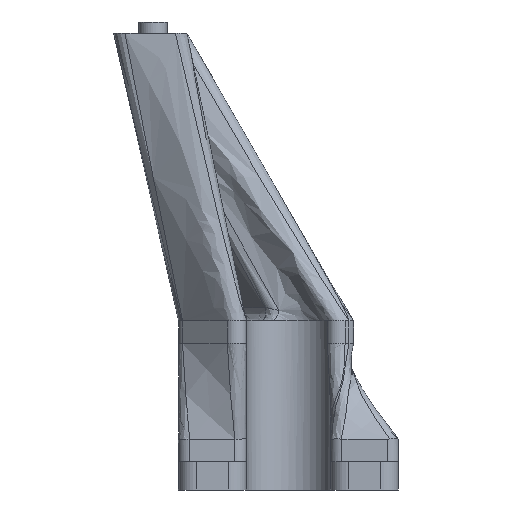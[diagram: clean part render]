
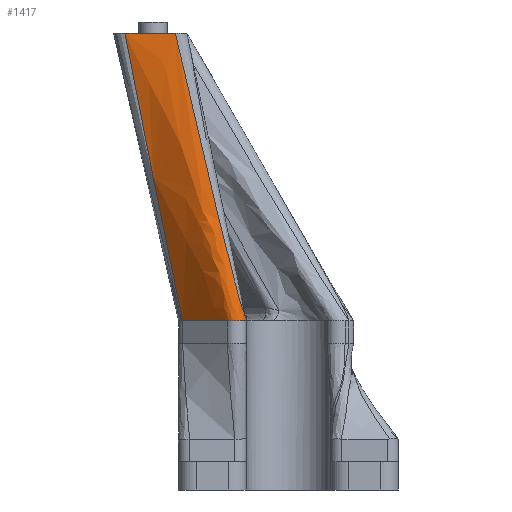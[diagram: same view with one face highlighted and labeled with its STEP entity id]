
A CAD part, front view. The second image highlights one B-rep face of the part: STEP entity #1417.
In plain terms, the highlighted free-form (B-spline) face has degree [3, 1] with [22, 2] control points.
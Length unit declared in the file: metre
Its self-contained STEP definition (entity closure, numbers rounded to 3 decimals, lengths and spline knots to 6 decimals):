
#27=B_SPLINE_SURFACE_WITH_KNOTS('',3,1,((#2778,#2779),(#2780,#2781),(#2782,
#2783),(#2784,#2785),(#2786,#2787),(#2788,#2789),(#2790,#2791),(#2792,#2793),
(#2794,#2795),(#2796,#2797),(#2798,#2799),(#2800,#2801),(#2802,#2803),(#2804,
#2805),(#2806,#2807),(#2808,#2809),(#2810,#2811),(#2812,#2813),(#2814,#2815),
(#2816,#2817),(#2818,#2819),(#2820,#2821)),.RULED_SURF.,.F.,.F.,.F.,(4,
2,2,2,2,2,2,2,2,2,4),(2,2),(0.,0.05018,0.100198,0.150269,
0.200365,0.250468,0.300558,0.350617,
0.375624,0.400631,1.),(0.,1.),.UNSPECIFIED.);
#110=LINE('',#2620,#184);
#120=LINE('',#2822,#194);
#184=VECTOR('',#1721,1.);
#194=VECTOR('',#1737,1.);
#530=ORIENTED_EDGE('',*,*,#840,.T.);
#531=ORIENTED_EDGE('',*,*,#841,.T.);
#532=ORIENTED_EDGE('',*,*,#819,.T.);
#533=ORIENTED_EDGE('',*,*,#820,.T.);
#534=ORIENTED_EDGE('',*,*,#842,.T.);
#535=ORIENTED_EDGE('',*,*,#843,.T.);
#536=ORIENTED_EDGE('',*,*,#844,.T.);
#819=EDGE_CURVE('',#992,#993,#110,.T.);
#820=EDGE_CURVE('',#993,#958,#1088,.T.);
#840=EDGE_CURVE('',#1006,#1007,#120,.F.);
#841=EDGE_CURVE('',#1007,#992,#1099,.T.);
#842=EDGE_CURVE('',#958,#1008,#1100,.F.);
#843=EDGE_CURVE('',#1008,#1009,#1101,.F.);
#844=EDGE_CURVE('',#1009,#1006,#1102,.F.);
#958=VERTEX_POINT('',#1974);
#992=VERTEX_POINT('',#2612);
#993=VERTEX_POINT('',#2619);
#1006=VERTEX_POINT('',#2823);
#1007=VERTEX_POINT('',#2824);
#1008=VERTEX_POINT('',#2841);
#1009=VERTEX_POINT('',#2849);
#1088=B_SPLINE_CURVE_WITH_KNOTS('',3,(#2635,#2636,#2637,#2638,#2639,#2640,
#2641),.UNSPECIFIED.,.F.,.F.,(4,1,1,1,4),(0.,0.001149,0.002297,
0.003446,0.004594),.UNSPECIFIED.);
#1099=B_SPLINE_CURVE_WITH_KNOTS('',3,(#2825,#2826,#2827,#2828,#2829,#2830,
#2831,#2832,#2833),.UNSPECIFIED.,.F.,.F.,(4,1,1,1,1,1,4),(0.,0.013135,
0.026269,0.032836,0.039404,0.045971,
0.052538),.UNSPECIFIED.);
#1100=B_SPLINE_CURVE_WITH_KNOTS('',3,(#2834,#2835,#2836,#2837,#2838,#2839,
#2840),.UNSPECIFIED.,.F.,.F.,(4,1,1,1,4),(0.,0.000453,
0.000906,0.001358,0.001811),
 .UNSPECIFIED.);
#1101=B_SPLINE_CURVE_WITH_KNOTS('',3,(#2842,#2843,#2844,#2845,#2846,#2847,
#2848),.UNSPECIFIED.,.F.,.F.,(4,1,1,1,4),(0.,0.000782,
0.001565,0.002347,0.003129),
 .UNSPECIFIED.);
#1102=B_SPLINE_CURVE_WITH_KNOTS('',3,(#2850,#2851,#2852,#2853,#2854,#2855,
#2856,#2857),.UNSPECIFIED.,.F.,.F.,(4,1,1,1,1,4),(0.,0.011941,
0.023882,0.035824,0.041794,0.047765),
 .UNSPECIFIED.);
#1198=EDGE_LOOP('',(#530,#531,#532,#533,#534,#535,#536));
#1298=FACE_BOUND('',#1198,.T.);
#1417=ADVANCED_FACE('',(#1298),#27,.T.);
#1721=DIRECTION('',(0.743,-0.67,0.));
#1737=DIRECTION('',(1.,0.,0.));
#1974=CARTESIAN_POINT('',(-0.0075,-0.006312,0.029));
#2612=CARTESIAN_POINT('',(-0.018785,-0.000645,0.029));
#2619=CARTESIAN_POINT('',(-0.010832,-0.007819,0.029));
#2620=CARTESIAN_POINT('',(-0.0135,-0.005413,0.029));
#2635=CARTESIAN_POINT('',(-0.010832,-0.007819,0.029));
#2636=CARTESIAN_POINT('',(-0.010544,-0.008079,0.029));
#2637=CARTESIAN_POINT('',(-0.009825,-0.008421,0.029));
#2638=CARTESIAN_POINT('',(-0.008629,-0.008259,0.029));
#2639=CARTESIAN_POINT('',(-0.007724,-0.007465,0.029));
#2640=CARTESIAN_POINT('',(-0.0075,-0.006701,0.029));
#2641=CARTESIAN_POINT('',(-0.0075,-0.006312,0.029));
#2778=CARTESIAN_POINT('',(-0.018,-0.007955,0.08));
#2779=CARTESIAN_POINT('',(-0.0075,-0.006312,0.029));
#2780=CARTESIAN_POINT('',(-0.018271,-0.007955,0.08));
#2781=CARTESIAN_POINT('',(-0.0075,-0.006507,0.029));
#2782=CARTESIAN_POINT('',(-0.018549,-0.007955,0.08));
#2783=CARTESIAN_POINT('',(-0.007527,-0.006697,0.029));
#2784=CARTESIAN_POINT('',(-0.019111,-0.007955,0.08));
#2785=CARTESIAN_POINT('',(-0.007636,-0.007069,0.029));
#2786=CARTESIAN_POINT('',(-0.019395,-0.007955,0.08));
#2787=CARTESIAN_POINT('',(-0.007715,-0.007243,0.029));
#2788=CARTESIAN_POINT('',(-0.019968,-0.007955,0.08));
#2789=CARTESIAN_POINT('',(-0.007923,-0.00757,0.029));
#2790=CARTESIAN_POINT('',(-0.020255,-0.007955,0.08));
#2791=CARTESIAN_POINT('',(-0.008048,-0.007715,0.029));
#2792=CARTESIAN_POINT('',(-0.020829,-0.007955,0.08));
#2793=CARTESIAN_POINT('',(-0.00834,-0.007969,0.029));
#2794=CARTESIAN_POINT('',(-0.021116,-0.007955,0.08));
#2795=CARTESIAN_POINT('',(-0.008501,-0.008074,0.029));
#2796=CARTESIAN_POINT('',(-0.021682,-0.007955,0.08));
#2797=CARTESIAN_POINT('',(-0.008854,-0.008234,0.029));
#2798=CARTESIAN_POINT('',(-0.021963,-0.007955,0.08));
#2799=CARTESIAN_POINT('',(-0.009038,-0.008288,0.029));
#2800=CARTESIAN_POINT('',(-0.022512,-0.007955,0.08));
#2801=CARTESIAN_POINT('',(-0.009422,-0.00834,0.029));
#2802=CARTESIAN_POINT('',(-0.022781,-0.007955,0.08));
#2803=CARTESIAN_POINT('',(-0.009614,-0.008339,0.029));
#2804=CARTESIAN_POINT('',(-0.023305,-0.007955,0.08));
#2805=CARTESIAN_POINT('',(-0.009997,-0.008279,0.029));
#2806=CARTESIAN_POINT('',(-0.023558,-0.007955,0.08));
#2807=CARTESIAN_POINT('',(-0.01018,-0.008222,0.029));
#2808=CARTESIAN_POINT('',(-0.023924,-0.007955,0.08));
#2809=CARTESIAN_POINT('',(-0.010442,-0.008097,0.029));
#2810=CARTESIAN_POINT('',(-0.024043,-0.007955,0.08));
#2811=CARTESIAN_POINT('',(-0.010516,-0.008055,0.029));
#2812=CARTESIAN_POINT('',(-0.024276,-0.007955,0.08));
#2813=CARTESIAN_POINT('',(-0.010666,-0.007956,0.029));
#2814=CARTESIAN_POINT('',(-0.024389,-0.007955,0.08));
#2815=CARTESIAN_POINT('',(-0.010743,-0.007899,0.029));
#2816=CARTESIAN_POINT('',(-0.02715,-0.007955,0.08));
#2817=CARTESIAN_POINT('',(-0.012969,-0.005891,0.029));
#2818=CARTESIAN_POINT('',(-0.028833,-0.007955,0.08));
#2819=CARTESIAN_POINT('',(-0.016134,-0.003036,0.029));
#2820=CARTESIAN_POINT('',(-0.031,-0.007955,0.08));
#2821=CARTESIAN_POINT('',(-0.018785,-0.000645,0.029));
#2822=CARTESIAN_POINT('',(-0.0245,-0.007955,0.08));
#2823=CARTESIAN_POINT('',(-0.020045,-0.007955,0.08));
#2824=CARTESIAN_POINT('',(-0.028991,-0.007955,0.08));
#2825=CARTESIAN_POINT('',(-0.028991,-0.007955,0.08));
#2826=CARTESIAN_POINT('',(-0.028221,-0.007545,0.075709));
#2827=CARTESIAN_POINT('',(-0.02661,-0.006529,0.067161));
#2828=CARTESIAN_POINT('',(-0.024433,-0.005057,0.056537));
#2829=CARTESIAN_POINT('',(-0.022656,-0.003808,0.048054));
#2830=CARTESIAN_POINT('',(-0.021315,-0.002837,0.041699));
#2831=CARTESIAN_POINT('',(-0.02,-0.001808,0.035349));
#2832=CARTESIAN_POINT('',(-0.019141,-0.001084,0.031115));
#2833=CARTESIAN_POINT('',(-0.018785,-0.000645,0.029));
#2834=CARTESIAN_POINT('',(-0.007947,-0.006918,0.030656));
#2835=CARTESIAN_POINT('',(-0.007907,-0.00689,0.030513));
#2836=CARTESIAN_POINT('',(-0.007826,-0.006833,0.030224));
#2837=CARTESIAN_POINT('',(-0.007694,-0.006631,0.029836));
#2838=CARTESIAN_POINT('',(-0.007592,-0.006398,0.029447));
#2839=CARTESIAN_POINT('',(-0.00753,-0.006344,0.029145));
#2840=CARTESIAN_POINT('',(-0.0075,-0.006312,0.029));
#2841=CARTESIAN_POINT('',(-0.007947,-0.006918,0.030656));
#2842=CARTESIAN_POINT('',(-0.008881,-0.007456,0.033568));
#2843=CARTESIAN_POINT('',(-0.008812,-0.00744,0.033317));
#2844=CARTESIAN_POINT('',(-0.008671,-0.007402,0.032817));
#2845=CARTESIAN_POINT('',(-0.008454,-0.00733,0.032071));
#2846=CARTESIAN_POINT('',(-0.008191,-0.007158,0.031359));
#2847=CARTESIAN_POINT('',(-0.008018,-0.006973,0.030901));
#2848=CARTESIAN_POINT('',(-0.007947,-0.006918,0.030656));
#2849=CARTESIAN_POINT('',(-0.008881,-0.007456,0.033568));
#2850=CARTESIAN_POINT('',(-0.020045,-0.007955,0.08));
#2851=CARTESIAN_POINT('',(-0.019163,-0.007928,0.076119));
#2852=CARTESIAN_POINT('',(-0.017384,-0.007884,0.068359));
#2853=CARTESIAN_POINT('',(-0.014664,-0.007833,0.056732));
#2854=CARTESIAN_POINT('',(-0.012345,-0.007787,0.047055));
#2855=CARTESIAN_POINT('',(-0.010441,-0.007702,0.039326));
#2856=CARTESIAN_POINT('',(-0.009426,-0.0076,0.035477));
#2857=CARTESIAN_POINT('',(-0.008881,-0.007456,0.033568));
